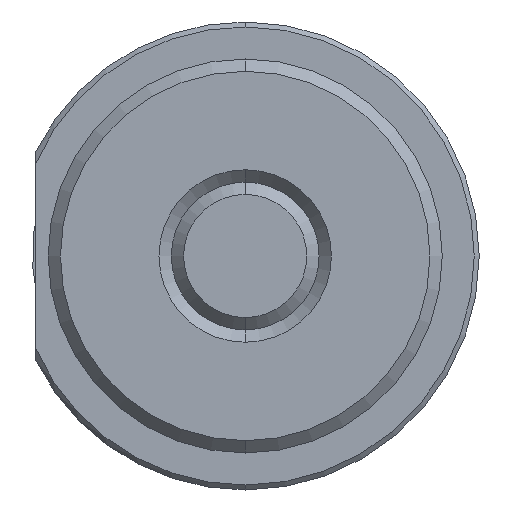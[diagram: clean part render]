
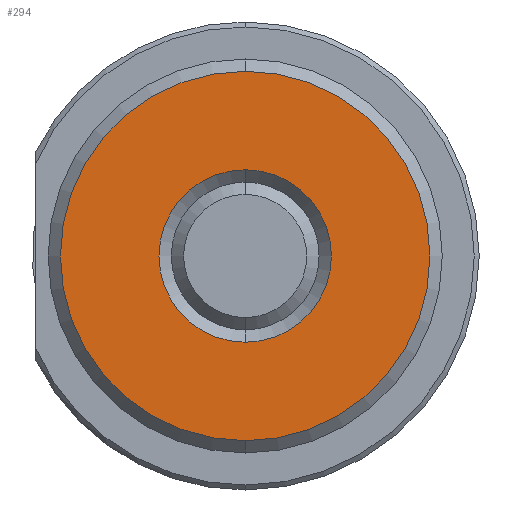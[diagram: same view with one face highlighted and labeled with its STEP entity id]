
A CAD part, left-side view. The second image highlights one B-rep face of the part: STEP entity #294.
In plain terms, the highlighted planar face has unit normal (-1, 0, 0).
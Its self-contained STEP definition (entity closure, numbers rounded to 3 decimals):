
#45 = ORIENTED_EDGE ( 'NONE', *, *, #2213, .T. ) ;
#81 = ORIENTED_EDGE ( 'NONE', *, *, #2197, .T. ) ;
#153 = ORIENTED_EDGE ( 'NONE', *, *, #2203, .T. ) ;
#208 = ORIENTED_EDGE ( 'NONE', *, *, #2247, .T. ) ;
#294 = ADVANCED_FACE ( 'NONE', ( #612, #604 ), #528, .F. ) ;
#523 = DIRECTION ( 'NONE',  ( 0., 0., -1. ) ) ;
#526 = DIRECTION ( 'NONE',  ( 1., 0., 0. ) ) ;
#528 = PLANE ( 'NONE',  #2411 ) ;
#529 = CARTESIAN_POINT ( 'NONE',  ( 0., 3., 0. ) ) ;
#604 = FACE_OUTER_BOUND ( 'NONE', #2946, .T. ) ;
#612 = FACE_BOUND ( 'NONE', #2952, .T. ) ;
#845 = CARTESIAN_POINT ( 'NONE',  ( 0., 0., 3.5 ) ) ;
#870 = CARTESIAN_POINT ( 'NONE',  ( 0., 0., -3.5 ) ) ;
#902 = CARTESIAN_POINT ( 'NONE',  ( 0., 0., 7.5 ) ) ;
#905 = CARTESIAN_POINT ( 'NONE',  ( 0., 0., -7.5 ) ) ;
#1019 = CARTESIAN_POINT ( 'NONE',  ( 0., 0., 0. ) ) ;
#1025 = DIRECTION ( 'NONE',  ( 1., 0., 0. ) ) ;
#1026 = DIRECTION ( 'NONE',  ( 0., 0., -1. ) ) ;
#1037 = CARTESIAN_POINT ( 'NONE',  ( 0., 0., 0. ) ) ;
#1043 = DIRECTION ( 'NONE',  ( -1., 0., 0. ) ) ;
#1044 = DIRECTION ( 'NONE',  ( 0., 0., -1. ) ) ;
#1103 = CARTESIAN_POINT ( 'NONE',  ( 0., 0., 0. ) ) ;
#1104 = DIRECTION ( 'NONE',  ( -1., 0., 0. ) ) ;
#1105 = DIRECTION ( 'NONE',  ( 0., 0., -1. ) ) ;
#1222 = CARTESIAN_POINT ( 'NONE',  ( 0., 0., 0. ) ) ;
#1223 = DIRECTION ( 'NONE',  ( 1., 0., 0. ) ) ;
#1224 = DIRECTION ( 'NONE',  ( 0., 0., -1. ) ) ;
#1711 = CIRCLE ( 'NONE', #2516, 3.5 ) ;
#1720 = CIRCLE ( 'NONE', #2522, 7.5 ) ;
#1730 = CIRCLE ( 'NONE', #2526, 7.5 ) ;
#1774 = CIRCLE ( 'NONE', #2545, 3.5 ) ;
#2059 = VERTEX_POINT ( 'NONE', #845 ) ;
#2085 = VERTEX_POINT ( 'NONE', #870 ) ;
#2117 = VERTEX_POINT ( 'NONE', #902 ) ;
#2120 = VERTEX_POINT ( 'NONE', #905 ) ;
#2197 = EDGE_CURVE ( 'NONE', #2085, #2059, #1711, .T. ) ;
#2203 = EDGE_CURVE ( 'NONE', #2120, #2117, #1720, .T. ) ;
#2213 = EDGE_CURVE ( 'NONE', #2117, #2120, #1730, .T. ) ;
#2247 = EDGE_CURVE ( 'NONE', #2059, #2085, #1774, .T. ) ;
#2411 = AXIS2_PLACEMENT_3D ( 'NONE', #529, #526, #523 ) ;
#2516 = AXIS2_PLACEMENT_3D ( 'NONE', #1019, #1025, #1026 ) ;
#2522 = AXIS2_PLACEMENT_3D ( 'NONE', #1037, #1043, #1044 ) ;
#2526 = AXIS2_PLACEMENT_3D ( 'NONE', #1103, #1104, #1105 ) ;
#2545 = AXIS2_PLACEMENT_3D ( 'NONE', #1222, #1223, #1224 ) ;
#2946 = EDGE_LOOP ( 'NONE', ( #153, #45 ) ) ;
#2952 = EDGE_LOOP ( 'NONE', ( #208, #81 ) ) ;
